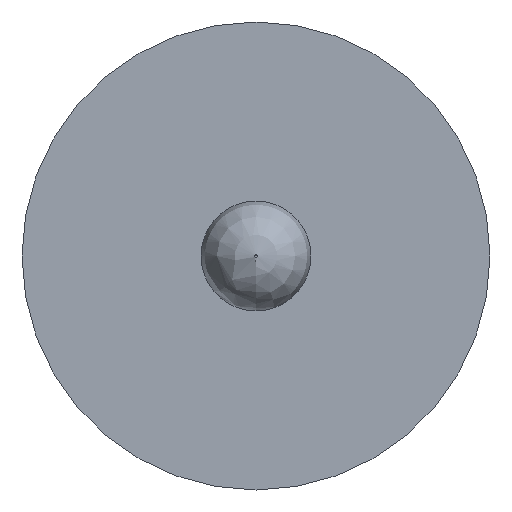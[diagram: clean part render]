
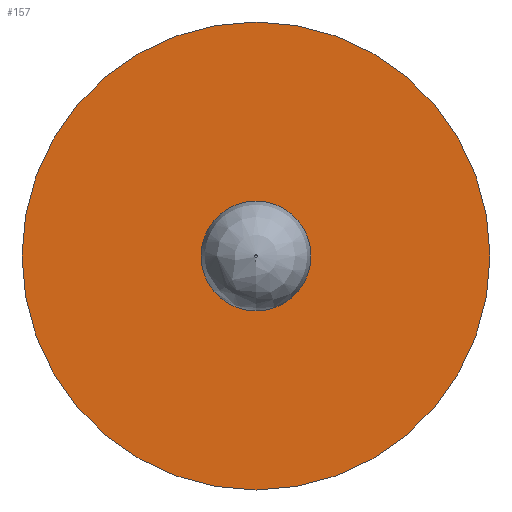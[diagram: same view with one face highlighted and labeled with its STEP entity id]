
A CAD part, front view. The second image highlights one B-rep face of the part: STEP entity #157.
In plain terms, the highlighted planar face has unit normal (0, -1, 0).
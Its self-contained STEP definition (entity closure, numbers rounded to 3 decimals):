
#17=FACE_BOUND('',#64,.T.);
#23=PLANE('',#193);
#49=FACE_OUTER_BOUND('',#63,.T.);
#63=EDGE_LOOP('',(#139));
#64=EDGE_LOOP('',(#140));
#72=CIRCLE('',#179,0.215);
#79=CIRCLE('',#194,0.915);
#84=VERTEX_POINT('',#289);
#91=VERTEX_POINT('',#315);
#97=EDGE_CURVE('',#84,#84,#72,.T.);
#108=EDGE_CURVE('',#91,#91,#79,.T.);
#139=ORIENTED_EDGE('',*,*,#108,.F.);
#140=ORIENTED_EDGE('',*,*,#97,.T.);
#157=ADVANCED_FACE('',(#49,#17),#23,.F.);
#179=AXIS2_PLACEMENT_3D('',#290,#210,#211);
#193=AXIS2_PLACEMENT_3D('',#314,#242,#243);
#194=AXIS2_PLACEMENT_3D('',#316,#244,#245);
#210=DIRECTION('center_axis',(0.,1.,0.));
#211=DIRECTION('ref_axis',(1.,0.,0.));
#242=DIRECTION('center_axis',(0.,1.,0.));
#243=DIRECTION('ref_axis',(-1.,0.,0.));
#244=DIRECTION('center_axis',(0.,1.,0.));
#245=DIRECTION('ref_axis',(-1.,0.,0.));
#289=CARTESIAN_POINT('',(-11.24,-3.514,-12.436));
#290=CARTESIAN_POINT('Origin',(-11.025,-3.514,-12.436));
#314=CARTESIAN_POINT('Origin',(-11.025,-3.514,-12.436));
#315=CARTESIAN_POINT('',(-10.11,-3.514,-12.436));
#316=CARTESIAN_POINT('Origin',(-11.025,-3.514,-12.436));
